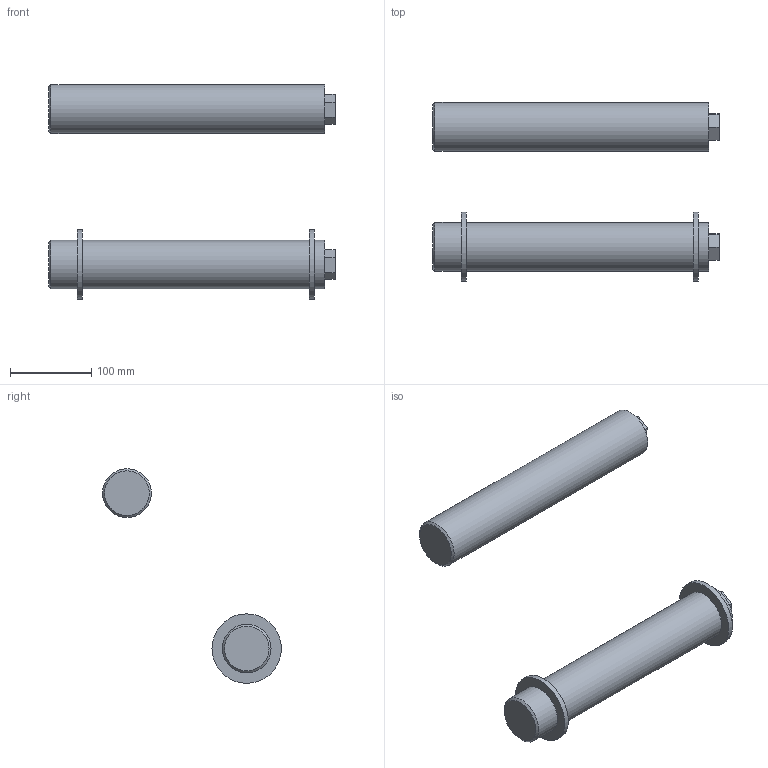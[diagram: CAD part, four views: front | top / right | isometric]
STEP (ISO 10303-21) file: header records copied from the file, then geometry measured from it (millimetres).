
FILE_DESCRIPTION( ( '' ), ' ' );
FILE_NAME( '5dd548d4e4eb0915523dbae5.step', '2019-11-20T14:08:20', ( '' ), ( '' ), ' ', ' ', ' ' );
FILE_SCHEMA( ( 'AUTOMOTIVE_DESIGN { 1 0 10303 214 1 1 1 1 }' ) );
Length unit declared in the file: metre
Products named in the file (4): Part 38; Part 52; Part 28; Part 10
Bounding box: 351.98 x 219.96 x 263.86 mm (x, y, z)
Volume: 1976396.5 mm3; surface area: 158833.7 mm2
Topology: 4 solids, 4 shells, 30 faces, 66 edges, 46 vertices
Faces by surface type: plane 22, cylinder 6, cone 2
Full cylindrical faces by diameter (mm): 60 x4, 85.4 x2
Entity records: 1014 total; most frequent: DIRECTION 132, CARTESIAN_POINT 122, ORIENTED_EDGE 100, EDGE_CURVE 50, AXIS2_PLACEMENT_3D 48, EDGE_LOOP 44, VERTEX_POINT 38, FACE_OUTER_BOUND 36
